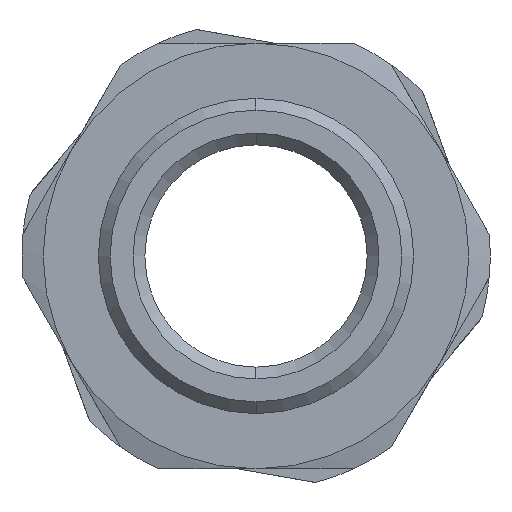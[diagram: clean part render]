
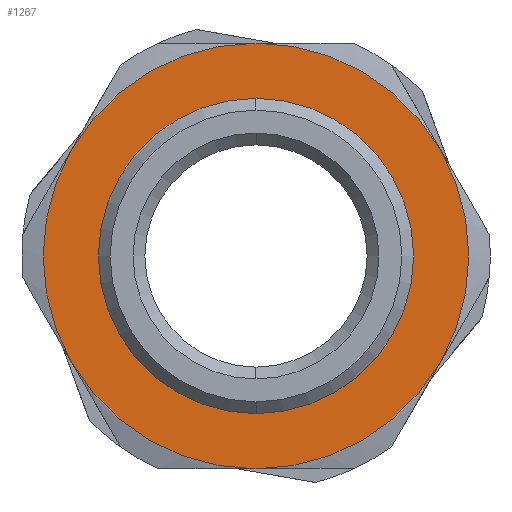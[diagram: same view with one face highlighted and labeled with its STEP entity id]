
A CAD part, left-side view. The second image highlights one B-rep face of the part: STEP entity #1267.
In plain terms, the highlighted planar face has unit normal (-1, 0, 0).
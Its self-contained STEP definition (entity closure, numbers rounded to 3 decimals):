
#103 = DIRECTION ( 'NONE',  ( 0., 0., -1. ) ) ;
#105 = CARTESIAN_POINT ( 'NONE',  ( 15.3, 0., 0. ) ) ;
#298 = CARTESIAN_POINT ( 'NONE',  ( 15.3, 0., -10. ) ) ;
#300 = VERTEX_POINT ( 'NONE', #2208 ) ;
#346 = PLANE ( 'NONE',  #2139 ) ;
#353 = VERTEX_POINT ( 'NONE', #657 ) ;
#379 = CARTESIAN_POINT ( 'NONE',  ( 15.3, 11.691, 6.75 ) ) ;
#462 = CARTESIAN_POINT ( 'NONE',  ( 15.3, 0., 0. ) ) ;
#475 = AXIS2_PLACEMENT_3D ( 'NONE', #1603, #2022, #1798 ) ;
#520 = DIRECTION ( 'NONE',  ( 0., 0., -1. ) ) ;
#604 = CARTESIAN_POINT ( 'NONE',  ( 15.3, 0., 0. ) ) ;
#610 = CIRCLE ( 'NONE', #2724, 10. ) ;
#618 = VERTEX_POINT ( 'NONE', #2398 ) ;
#648 = EDGE_CURVE ( 'NONE', #353, #836, #786, .T. ) ;
#657 = CARTESIAN_POINT ( 'NONE',  ( 15.3, 0., 13.5 ) ) ;
#750 = CARTESIAN_POINT ( 'NONE',  ( 15.3, 11.691, -6.75 ) ) ;
#786 = CIRCLE ( 'NONE', #1333, 13.5 ) ;
#804 = ORIENTED_EDGE ( 'NONE', *, *, #2480, .F. ) ;
#829 = VERTEX_POINT ( 'NONE', #379 ) ;
#831 = EDGE_CURVE ( 'NONE', #836, #300, #1159, .T. ) ;
#836 = VERTEX_POINT ( 'NONE', #1496 ) ;
#958 = VERTEX_POINT ( 'NONE', #1316 ) ;
#971 = CARTESIAN_POINT ( 'NONE',  ( 15.3, 0., 0. ) ) ;
#991 = DIRECTION ( 'NONE',  ( -1., 0., 0. ) ) ;
#995 = ORIENTED_EDGE ( 'NONE', *, *, #648, .F. ) ;
#1050 = CIRCLE ( 'NONE', #475, 13.5 ) ;
#1053 = AXIS2_PLACEMENT_3D ( 'NONE', #105, #1405, #520 ) ;
#1066 = EDGE_CURVE ( 'NONE', #2030, #958, #610, .T. ) ;
#1159 = CIRCLE ( 'NONE', #1851, 13.5 ) ;
#1166 = DIRECTION ( 'NONE',  ( 1., 0., 0. ) ) ;
#1173 = EDGE_LOOP ( 'NONE', ( #2434, #804, #1699, #995, #1536, #1738 ) ) ;
#1192 = DIRECTION ( 'NONE',  ( 0., 0., -1. ) ) ;
#1196 = CARTESIAN_POINT ( 'NONE',  ( 15.3, 0., 0. ) ) ;
#1216 = DIRECTION ( 'NONE',  ( 1., 0., 0. ) ) ;
#1267 = ADVANCED_FACE ( 'NONE', ( #1896, #1765 ), #346, .F. ) ;
#1309 = ORIENTED_EDGE ( 'NONE', *, *, #2738, .T. ) ;
#1316 = CARTESIAN_POINT ( 'NONE',  ( 15.3, 0., 10. ) ) ;
#1333 = AXIS2_PLACEMENT_3D ( 'NONE', #462, #2005, #2420 ) ;
#1405 = DIRECTION ( 'NONE',  ( 1., 0., 0. ) ) ;
#1450 = EDGE_CURVE ( 'NONE', #353, #829, #2174, .T. ) ;
#1491 = CIRCLE ( 'NONE', #2502, 13.5 ) ;
#1496 = CARTESIAN_POINT ( 'NONE',  ( 15.3, -11.691, 6.75 ) ) ;
#1536 = ORIENTED_EDGE ( 'NONE', *, *, #1450, .T. ) ;
#1560 = CIRCLE ( 'NONE', #1053, 13.5 ) ;
#1603 = CARTESIAN_POINT ( 'NONE',  ( 15.3, 0., 0. ) ) ;
#1621 = CARTESIAN_POINT ( 'NONE',  ( 15.3, 0., 0. ) ) ;
#1699 = ORIENTED_EDGE ( 'NONE', *, *, #831, .F. ) ;
#1701 = CARTESIAN_POINT ( 'NONE',  ( 15.3, 0., 0. ) ) ;
#1738 = ORIENTED_EDGE ( 'NONE', *, *, #2031, .F. ) ;
#1765 = FACE_OUTER_BOUND ( 'NONE', #1173, .T. ) ;
#1798 = DIRECTION ( 'NONE',  ( 0., 0., -1. ) ) ;
#1851 = AXIS2_PLACEMENT_3D ( 'NONE', #1701, #2342, #1888 ) ;
#1855 = DIRECTION ( 'NONE',  ( 1., 0., 0. ) ) ;
#1888 = DIRECTION ( 'NONE',  ( 0., 0., -1. ) ) ;
#1896 = FACE_BOUND ( 'NONE', #2594, .T. ) ;
#1958 = EDGE_CURVE ( 'NONE', #618, #2482, #1050, .T. ) ;
#2005 = DIRECTION ( 'NONE',  ( 1., 0., 0. ) ) ;
#2022 = DIRECTION ( 'NONE',  ( 1., 0., 0. ) ) ;
#2030 = VERTEX_POINT ( 'NONE', #298 ) ;
#2031 = EDGE_CURVE ( 'NONE', #2482, #829, #1491, .T. ) ;
#2059 = AXIS2_PLACEMENT_3D ( 'NONE', #604, #2377, #2355 ) ;
#2069 = CIRCLE ( 'NONE', #2059, 10. ) ;
#2114 = ORIENTED_EDGE ( 'NONE', *, *, #1066, .T. ) ;
#2139 = AXIS2_PLACEMENT_3D ( 'NONE', #2483, #1855, #1192 ) ;
#2174 = CIRCLE ( 'NONE', #2687, 13.5 ) ;
#2208 = CARTESIAN_POINT ( 'NONE',  ( 15.3, -11.691, -6.75 ) ) ;
#2300 = DIRECTION ( 'NONE',  ( 0., 0., -1. ) ) ;
#2342 = DIRECTION ( 'NONE',  ( 1., 0., 0. ) ) ;
#2355 = DIRECTION ( 'NONE',  ( 0., 0., -1. ) ) ;
#2377 = DIRECTION ( 'NONE',  ( 1., 0., 0. ) ) ;
#2398 = CARTESIAN_POINT ( 'NONE',  ( 15.3, 0., -13.5 ) ) ;
#2420 = DIRECTION ( 'NONE',  ( 0., 0., -1. ) ) ;
#2434 = ORIENTED_EDGE ( 'NONE', *, *, #1958, .F. ) ;
#2480 = EDGE_CURVE ( 'NONE', #300, #618, #1560, .T. ) ;
#2482 = VERTEX_POINT ( 'NONE', #750 ) ;
#2483 = CARTESIAN_POINT ( 'NONE',  ( 15.3, 10., 0. ) ) ;
#2502 = AXIS2_PLACEMENT_3D ( 'NONE', #971, #1216, #2300 ) ;
#2503 = DIRECTION ( 'NONE',  ( 0., 0., 1. ) ) ;
#2594 = EDGE_LOOP ( 'NONE', ( #2114, #1309 ) ) ;
#2687 = AXIS2_PLACEMENT_3D ( 'NONE', #1196, #991, #2503 ) ;
#2724 = AXIS2_PLACEMENT_3D ( 'NONE', #1621, #1166, #103 ) ;
#2738 = EDGE_CURVE ( 'NONE', #958, #2030, #2069, .T. ) ;
